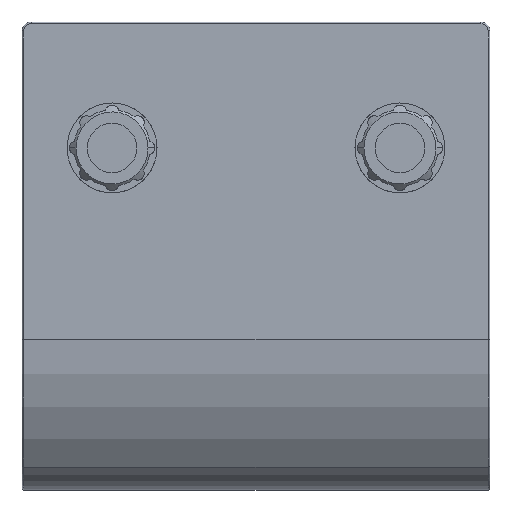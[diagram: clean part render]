
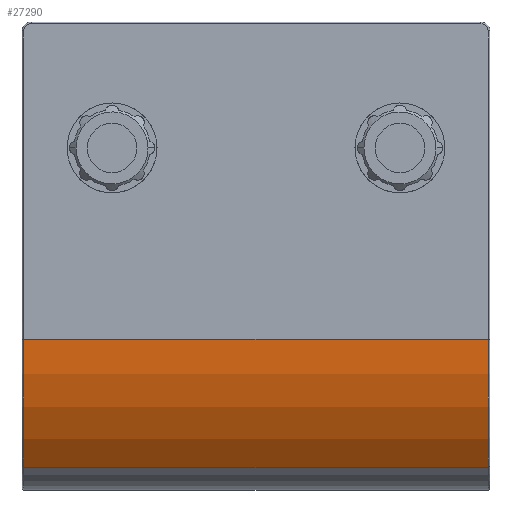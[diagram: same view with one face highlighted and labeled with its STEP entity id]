
A CAD part, left-side view. The second image highlights one B-rep face of the part: STEP entity #27290.
In plain terms, the highlighted cylindrical face has radius 22.345 mm (diameter 44.689 mm), a partial arc.
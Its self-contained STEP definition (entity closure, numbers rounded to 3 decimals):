
#26880=CARTESIAN_POINT('',(-0.055,-26.,16.757));
#26890=DIRECTION('',(0.,1.,0.));
#26900=DIRECTION('',(0.,0.,1.));
#26910=AXIS2_PLACEMENT_3D('',#26880,#26890,#26900);
#26920=CYLINDRICAL_SURFACE('',#26910,22.345);
#26930=CARTESIAN_POINT('',(-17.281,-26.,2.525));
#26940=DIRECTION('',(0.,1.,0.));
#26950=VECTOR('',#26940,1.);
#26960=LINE('',#26930,#26950);
#26970=CARTESIAN_POINT('',(-17.281,-25.8,2.525));
#26980=VERTEX_POINT('',#26970);
#26990=CARTESIAN_POINT('',(-17.281,25.8,2.525));
#27000=VERTEX_POINT('',#26990);
#27010=EDGE_CURVE('',#26980,#27000,#26960,.T.);
#27020=ORIENTED_EDGE('',*,*,#27010,.F.);
#27030=CARTESIAN_POINT('',(-0.055,25.8,16.757));
#27040=DIRECTION('',(-0.,-1.,-0.));
#27050=DIRECTION('',(1.,0.,0.));
#27060=AXIS2_PLACEMENT_3D('',#27030,#27040,#27050);
#27070=CIRCLE('',#27060,22.345);
#27080=CARTESIAN_POINT('',(-22.4,25.8,16.757));
#27090=VERTEX_POINT('',#27080);
#27100=EDGE_CURVE('',#27090,#27000,#27070,.T.);
#27110=ORIENTED_EDGE('',*,*,#27100,.T.);
#27120=CARTESIAN_POINT('',(-22.4,-26.,16.757));
#27130=DIRECTION('',(0.,1.,0.));
#27140=VECTOR('',#27130,1.);
#27150=LINE('',#27120,#27140);
#27160=CARTESIAN_POINT('',(-22.4,-25.8,16.757));
#27170=VERTEX_POINT('',#27160);
#27180=EDGE_CURVE('',#27170,#27090,#27150,.T.);
#27190=ORIENTED_EDGE('',*,*,#27180,.T.);
#27200=CARTESIAN_POINT('',(-0.055,-25.8,16.757));
#27210=DIRECTION('',(-0.,-1.,-0.));
#27220=DIRECTION('',(1.,0.,0.));
#27230=AXIS2_PLACEMENT_3D('',#27200,#27210,#27220);
#27240=CIRCLE('',#27230,22.345);
#27250=EDGE_CURVE('',#27170,#26980,#27240,.T.);
#27260=ORIENTED_EDGE('',*,*,#27250,.F.);
#27270=EDGE_LOOP('',(#27260,#27190,#27110,#27020));
#27280=FACE_OUTER_BOUND('',#27270,.T.);
#27290=ADVANCED_FACE('',(#27280),#26920,.T.);
